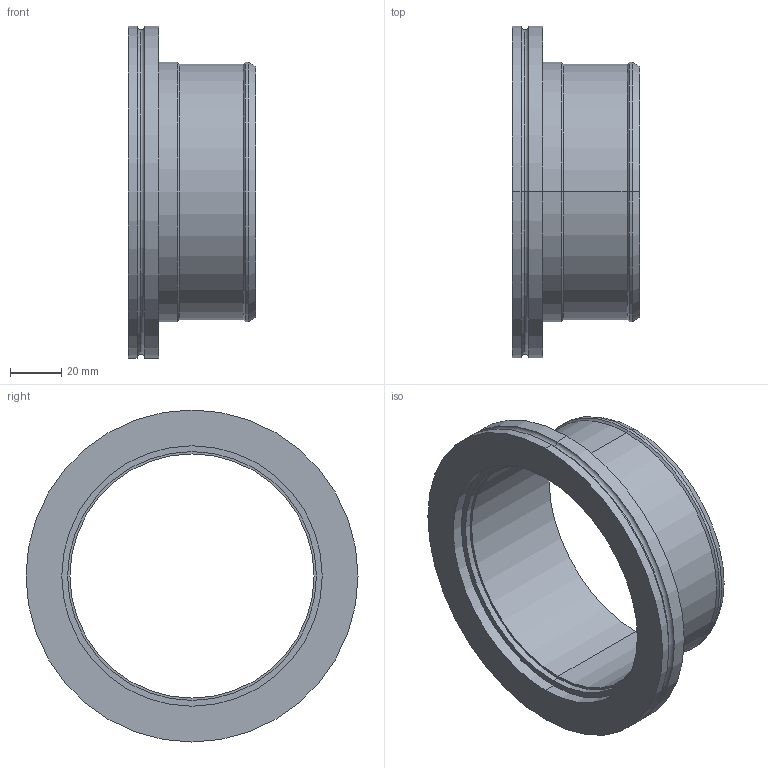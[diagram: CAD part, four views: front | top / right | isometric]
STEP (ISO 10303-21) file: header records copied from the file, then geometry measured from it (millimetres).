
FILE_DESCRIPTION (( 'STEP AP214' ), '1' );
FILE_NAME ('320ASP100.stp', '2017-04-13T11:05:48', ( '' ), ( '' ), 'SwSTEP 2.0', 'SolidWorks 2015', '' );
FILE_SCHEMA (( 'AUTOMOTIVE_DESIGN' ));
Length unit declared in the file: millimetre
Products named in the file (1): 320ASP100
Bounding box: 50 x 130 x 130 mm (x, y, z)
Volume: 88102.9 mm3; surface area: 49297.2 mm2
Topology: 2 solids, 2 shells, 37 faces, 74 edges, 44 vertices
Faces by surface type: cylinder 20, plane 7, cone 6, torus 4
Entity records: 1426 total; most frequent: DIRECTION 198, CARTESIAN_POINT 156, ORIENTED_EDGE 148, AXIS2_PLACEMENT_3D 86, EDGE_CURVE 74, CIRCLE 48, VERTEX_POINT 44, EDGE_LOOP 44
